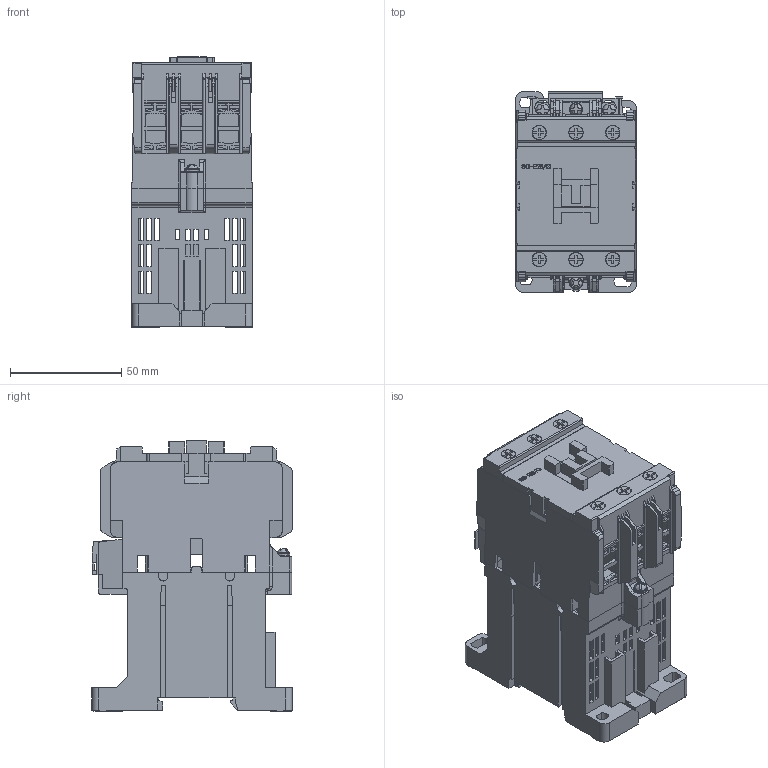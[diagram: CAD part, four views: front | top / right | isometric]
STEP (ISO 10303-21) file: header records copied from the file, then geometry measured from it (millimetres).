
FILE_DESCRIPTION (( 'STEP AP214' ), '1' );
FILE_NAME ('SC-E2SG-24VDC.step', '2016-04-18T19:06:44', ( '' ), ( '' ), 'SwSTEP 2.0', 'SolidWorks 2015', '' );
FILE_SCHEMA (( 'AUTOMOTIVE_DESIGN' ));
Length unit declared in the file: inch
Products named in the file (3): SC-E2SG-UPPER; SC-E2SG-LOWER; SC-E2SG-24VDC
Assembly tree (2 placements, depth 2):
  SC-E2SG-24VDC
    SC-E2SG-LOWER
    SC-E2SG-UPPER
Bounding box: 54 x 90 x 121.5 mm (x, y, z)
Volume: 199997.4 mm3; surface area: 113240.3 mm2
Topology: 31 solids, 31 shells, 1933 faces, 5614 edges, 3702 vertices
Faces by surface type: plane 1471, cylinder 369, bspline 85, cone 8
Entity records: 92532 total; most frequent: CARTESIAN_POINT 16499, ORIENTED_EDGE 11224, DIRECTION 9625, EDGE_CURVE 5612, LINE 4577, VECTOR 4577, VERTEX_POINT 3702, AXIS2_PLACEMENT_3D 2524
